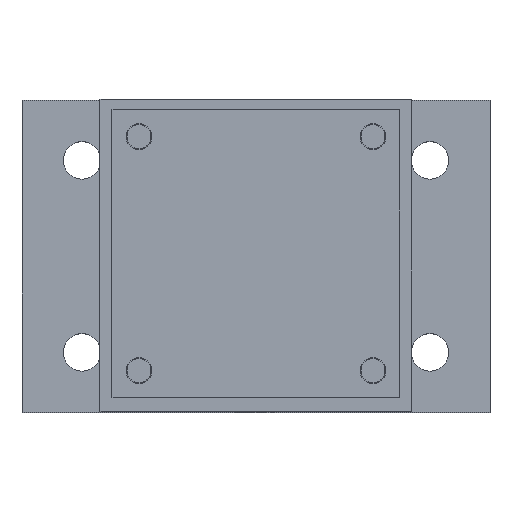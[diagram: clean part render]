
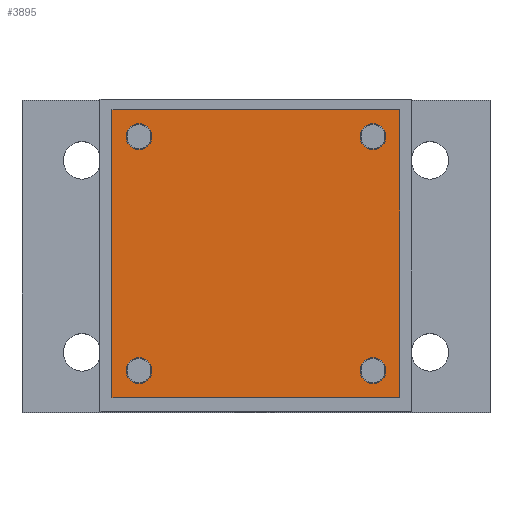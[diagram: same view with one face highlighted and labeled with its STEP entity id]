
A CAD part, top view. The second image highlights one B-rep face of the part: STEP entity #3895.
In plain terms, the highlighted planar face has unit normal (0, 0, 1).
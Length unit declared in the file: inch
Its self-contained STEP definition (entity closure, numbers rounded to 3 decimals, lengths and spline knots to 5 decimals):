
#2 = ORIENTED_EDGE ( 'NONE', *, *, #4252, .T. ) ;
#89 = ORIENTED_EDGE ( 'NONE', *, *, #3792, .T. ) ;
#191 = DIRECTION ( 'NONE',  ( -1., 0., 0. ) ) ;
#226 = CARTESIAN_POINT ( 'NONE',  ( 19.31511, 6.38195, 36.576 ) ) ;
#336 = AXIS2_PLACEMENT_3D ( 'NONE', #2710, #1047, #8452 ) ;
#410 = ORIENTED_EDGE ( 'NONE', *, *, #1773, .T. ) ;
#412 = DIRECTION ( 'NONE',  ( 0., -1., 0. ) ) ;
#516 = CARTESIAN_POINT ( 'NONE',  ( 14.14536, 11.81945, 36.576 ) ) ;
#527 = VERTEX_POINT ( 'NONE', #1554 ) ;
#529 = DIRECTION ( 'NONE',  ( 1., 0., 0. ) ) ;
#666 = EDGE_CURVE ( 'NONE', #7958, #1657, #7634, .T. ) ;
#679 = EDGE_CURVE ( 'NONE', #5345, #2698, #4546, .T. ) ;
#702 = DIRECTION ( 'NONE',  ( -1., 0., 0. ) ) ;
#785 = VECTOR ( 'NONE', #6147, 39.37008 ) ;
#788 = EDGE_LOOP ( 'NONE', ( #7922, #3425 ) ) ;
#806 = CIRCLE ( 'NONE', #3292, 0.26775 ) ;
#876 = CARTESIAN_POINT ( 'NONE',  ( 14.70786, 6.38195, 36.576 ) ) ;
#888 = ORIENTED_EDGE ( 'NONE', *, *, #666, .T. ) ;
#958 = VECTOR ( 'NONE', #4547, 39.37008 ) ;
#1047 = DIRECTION ( 'NONE',  ( 0., 0., -1. ) ) ;
#1073 = AXIS2_PLACEMENT_3D ( 'NONE', #1742, #5455, #8415 ) ;
#1426 = ORIENTED_EDGE ( 'NONE', *, *, #7559, .T. ) ;
#1554 = CARTESIAN_POINT ( 'NONE',  ( 14.14536, 5.81945, 36.576 ) ) ;
#1657 = VERTEX_POINT ( 'NONE', #226 ) ;
#1742 = CARTESIAN_POINT ( 'NONE',  ( 19.58286, 11.25695, 36.576 ) ) ;
#1749 = LINE ( 'NONE', #4741, #8839 ) ;
#1763 = AXIS2_PLACEMENT_3D ( 'NONE', #9230, #7881, #9185 ) ;
#1773 = EDGE_CURVE ( 'NONE', #5565, #527, #3342, .T. ) ;
#1775 = CARTESIAN_POINT ( 'NONE',  ( 14.70786, 6.38195, 36.576 ) ) ;
#1829 = VERTEX_POINT ( 'NONE', #3385 ) ;
#1960 = CARTESIAN_POINT ( 'NONE',  ( 20.14536, 11.81945, 36.576 ) ) ;
#1999 = FACE_BOUND ( 'NONE', #8821, .T. ) ;
#2011 = VERTEX_POINT ( 'NONE', #2423 ) ;
#2063 = CIRCLE ( 'NONE', #336, 0.26775 ) ;
#2133 = EDGE_CURVE ( 'NONE', #527, #2011, #6028, .T. ) ;
#2252 = EDGE_CURVE ( 'NONE', #2698, #5345, #2063, .T. ) ;
#2253 = CARTESIAN_POINT ( 'NONE',  ( 14.97561, 6.38195, 36.576 ) ) ;
#2262 = CARTESIAN_POINT ( 'NONE',  ( 19.85061, 11.25695, 36.576 ) ) ;
#2423 = CARTESIAN_POINT ( 'NONE',  ( 20.14536, 5.81945, 36.576 ) ) ;
#2426 = EDGE_CURVE ( 'NONE', #1657, #7958, #3095, .T. ) ;
#2698 = VERTEX_POINT ( 'NONE', #6983 ) ;
#2710 = CARTESIAN_POINT ( 'NONE',  ( 14.70786, 11.25695, 36.576 ) ) ;
#2830 = ORIENTED_EDGE ( 'NONE', *, *, #2133, .T. ) ;
#2882 = FACE_OUTER_BOUND ( 'NONE', #4684, .T. ) ;
#2902 = CARTESIAN_POINT ( 'NONE',  ( 19.58286, 6.38195, 36.576 ) ) ;
#2949 = DIRECTION ( 'NONE',  ( -1., 0., 0. ) ) ;
#3071 = VERTEX_POINT ( 'NONE', #6858 ) ;
#3095 = CIRCLE ( 'NONE', #8498, 0.26775 ) ;
#3201 = DIRECTION ( 'NONE',  ( 0., 1., 0. ) ) ;
#3249 = CIRCLE ( 'NONE', #1073, 0.26775 ) ;
#3292 = AXIS2_PLACEMENT_3D ( 'NONE', #1775, #7624, #2949 ) ;
#3342 = LINE ( 'NONE', #516, #5019 ) ;
#3385 = CARTESIAN_POINT ( 'NONE',  ( 19.31511, 11.25695, 36.576 ) ) ;
#3425 = ORIENTED_EDGE ( 'NONE', *, *, #8432, .T. ) ;
#3792 = EDGE_CURVE ( 'NONE', #3071, #5565, #6253, .T. ) ;
#3895 = ADVANCED_FACE ( 'NONE', ( #2882, #1999, #7115, #6583, #7174 ), #9542, .F. ) ;
#4252 = EDGE_CURVE ( 'NONE', #2011, #3071, #1749, .T. ) ;
#4438 = CARTESIAN_POINT ( 'NONE',  ( 19.58286, 11.25695, 36.576 ) ) ;
#4546 = CIRCLE ( 'NONE', #7790, 0.26775 ) ;
#4547 = DIRECTION ( 'NONE',  ( 1., 0., 0. ) ) ;
#4577 = ORIENTED_EDGE ( 'NONE', *, *, #679, .T. ) ;
#4649 = ORIENTED_EDGE ( 'NONE', *, *, #2426, .T. ) ;
#4684 = EDGE_LOOP ( 'NONE', ( #2830, #2, #89, #410 ) ) ;
#4736 = DIRECTION ( 'NONE',  ( -1., 0., 0. ) ) ;
#4741 = CARTESIAN_POINT ( 'NONE',  ( 20.14536, 5.81945, 36.576 ) ) ;
#4825 = EDGE_CURVE ( 'NONE', #6271, #1829, #7300, .T. ) ;
#4836 = AXIS2_PLACEMENT_3D ( 'NONE', #4438, #7378, #7971 ) ;
#5019 = VECTOR ( 'NONE', #412, 39.37008 ) ;
#5041 = ORIENTED_EDGE ( 'NONE', *, *, #2252, .T. ) ;
#5327 = EDGE_LOOP ( 'NONE', ( #4577, #5041 ) ) ;
#5345 = VERTEX_POINT ( 'NONE', #6731 ) ;
#5455 = DIRECTION ( 'NONE',  ( 0., 0., -1. ) ) ;
#5557 = AXIS2_PLACEMENT_3D ( 'NONE', #876, #6050, #191 ) ;
#5565 = VERTEX_POINT ( 'NONE', #7249 ) ;
#5669 = EDGE_LOOP ( 'NONE', ( #4649, #888 ) ) ;
#5817 = CARTESIAN_POINT ( 'NONE',  ( 17.14536, 8.81945, 36.576 ) ) ;
#6028 = LINE ( 'NONE', #8938, #958 ) ;
#6050 = DIRECTION ( 'NONE',  ( 0., 0., -1. ) ) ;
#6126 = EDGE_CURVE ( 'NONE', #8056, #8761, #806, .T. ) ;
#6147 = DIRECTION ( 'NONE',  ( -1., 0., 0. ) ) ;
#6253 = LINE ( 'NONE', #1960, #785 ) ;
#6271 = VERTEX_POINT ( 'NONE', #2262 ) ;
#6583 = FACE_BOUND ( 'NONE', #5327, .T. ) ;
#6612 = CARTESIAN_POINT ( 'NONE',  ( 19.85061, 6.38195, 36.576 ) ) ;
#6731 = CARTESIAN_POINT ( 'NONE',  ( 14.44011, 11.25695, 36.576 ) ) ;
#6858 = CARTESIAN_POINT ( 'NONE',  ( 20.14536, 11.81945, 36.576 ) ) ;
#6983 = CARTESIAN_POINT ( 'NONE',  ( 14.97561, 11.25695, 36.576 ) ) ;
#7115 = FACE_BOUND ( 'NONE', #788, .T. ) ;
#7174 = FACE_BOUND ( 'NONE', #5669, .T. ) ;
#7249 = CARTESIAN_POINT ( 'NONE',  ( 14.14536, 11.81945, 36.576 ) ) ;
#7300 = CIRCLE ( 'NONE', #4836, 0.26775 ) ;
#7378 = DIRECTION ( 'NONE',  ( 0., 0., -1. ) ) ;
#7559 = EDGE_CURVE ( 'NONE', #1829, #6271, #3249, .T. ) ;
#7624 = DIRECTION ( 'NONE',  ( 0., 0., -1. ) ) ;
#7634 = CIRCLE ( 'NONE', #1763, 0.26775 ) ;
#7661 = ORIENTED_EDGE ( 'NONE', *, *, #4825, .T. ) ;
#7731 = CIRCLE ( 'NONE', #5557, 0.26775 ) ;
#7790 = AXIS2_PLACEMENT_3D ( 'NONE', #9337, #8456, #4736 ) ;
#7881 = DIRECTION ( 'NONE',  ( 0., 0., -1. ) ) ;
#7922 = ORIENTED_EDGE ( 'NONE', *, *, #6126, .T. ) ;
#7958 = VERTEX_POINT ( 'NONE', #6612 ) ;
#7971 = DIRECTION ( 'NONE',  ( -1., 0., 0. ) ) ;
#8056 = VERTEX_POINT ( 'NONE', #9310 ) ;
#8071 = DIRECTION ( 'NONE',  ( 0., 0., -1. ) ) ;
#8360 = AXIS2_PLACEMENT_3D ( 'NONE', #5817, #9445, #529 ) ;
#8415 = DIRECTION ( 'NONE',  ( -1., 0., 0. ) ) ;
#8432 = EDGE_CURVE ( 'NONE', #8761, #8056, #7731, .T. ) ;
#8452 = DIRECTION ( 'NONE',  ( -1., 0., 0. ) ) ;
#8456 = DIRECTION ( 'NONE',  ( 0., 0., -1. ) ) ;
#8498 = AXIS2_PLACEMENT_3D ( 'NONE', #2902, #8071, #702 ) ;
#8761 = VERTEX_POINT ( 'NONE', #2253 ) ;
#8821 = EDGE_LOOP ( 'NONE', ( #1426, #7661 ) ) ;
#8839 = VECTOR ( 'NONE', #3201, 39.37008 ) ;
#8938 = CARTESIAN_POINT ( 'NONE',  ( 14.14536, 5.81945, 36.576 ) ) ;
#9185 = DIRECTION ( 'NONE',  ( -1., 0., 0. ) ) ;
#9230 = CARTESIAN_POINT ( 'NONE',  ( 19.58286, 6.38195, 36.576 ) ) ;
#9310 = CARTESIAN_POINT ( 'NONE',  ( 14.44011, 6.38195, 36.576 ) ) ;
#9337 = CARTESIAN_POINT ( 'NONE',  ( 14.70786, 11.25695, 36.576 ) ) ;
#9445 = DIRECTION ( 'NONE',  ( 0., 0., -1. ) ) ;
#9542 = PLANE ( 'NONE',  #8360 ) ;
